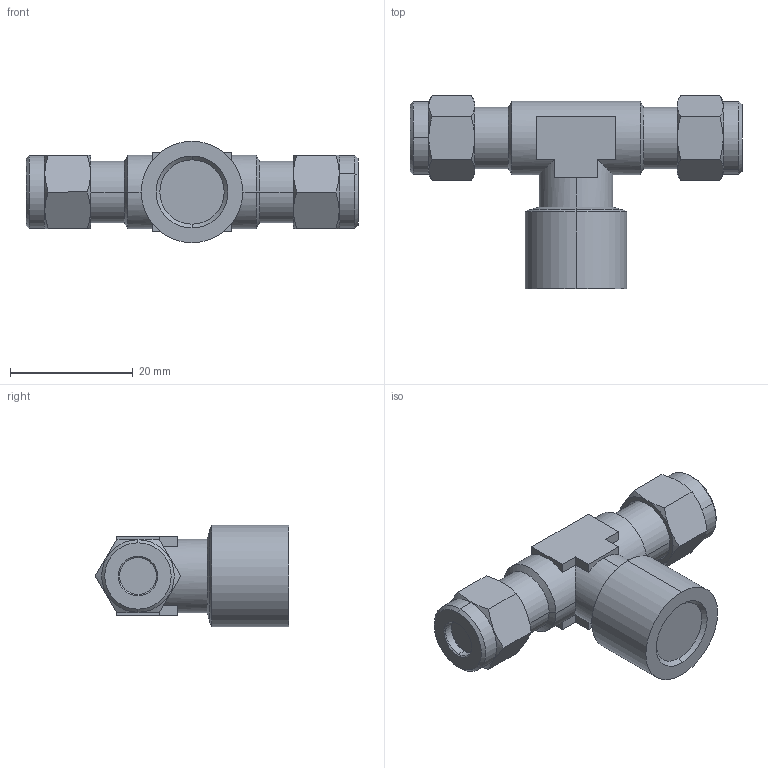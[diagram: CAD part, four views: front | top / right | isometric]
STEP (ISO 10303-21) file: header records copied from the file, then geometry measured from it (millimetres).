
FILE_DESCRIPTION (( 'STEP AP214' ), '1' );
FILE_NAME ('1024000003.step', '2013-02-25T17:12:47', ( '' ), ( '' ), 'SwSTEP 2.0', 'SolidWorks 2012', '' );
FILE_SCHEMA (( 'AUTOMOTIVE_DESIGN' ));
Length unit declared in the file: millimetre
Products named in the file (1): 1024000003
Bounding box: 54 x 31.43 x 16.5 mm (x, y, z)
Volume: 9353.6 mm3; surface area: 3711.9 mm2
Topology: 1 solids, 3 shells, 105 faces, 238 edges, 144 vertices
Faces by surface type: plane 42, cone 38, cylinder 23, torus 2
Entity records: 3120 total; most frequent: CARTESIAN_POINT 772, DIRECTION 488, ORIENTED_EDGE 476, EDGE_CURVE 238, AXIS2_PLACEMENT_3D 192, VERTEX_POINT 144, EDGE_LOOP 110, FACE_OUTER_BOUND 105
